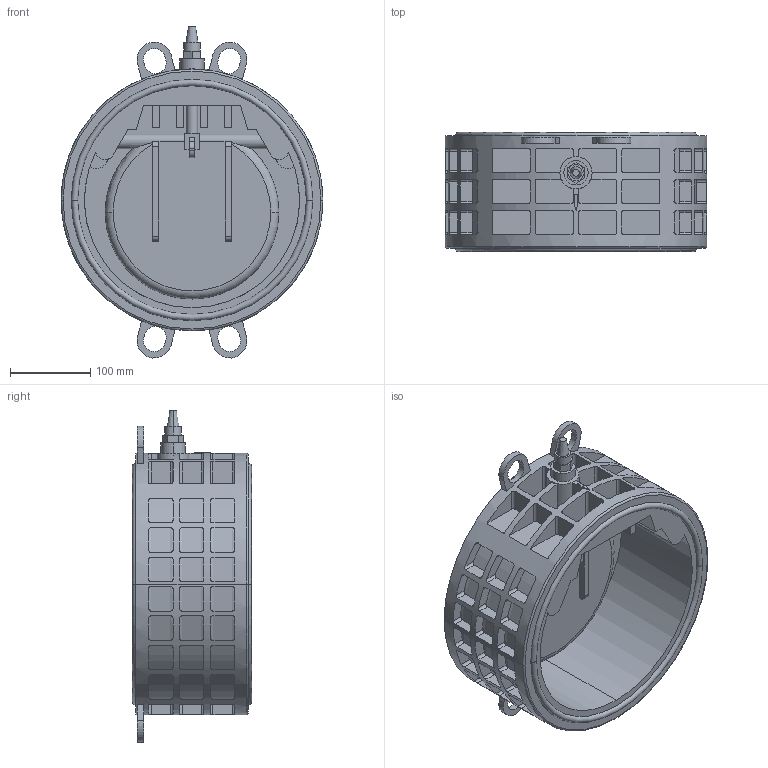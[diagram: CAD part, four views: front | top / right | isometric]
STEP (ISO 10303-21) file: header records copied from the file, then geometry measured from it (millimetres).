
FILE_DESCRIPTION(('STEP AP214'),'1');
FILE_NAME('cctmp_20001F66-0154-476A-8F18-BDCD51941391_2021_10_22_14_48_46_0799..stp','2021-10-22T12:48:47',('Praher Valves GmbH'),('CADClick - www.CADClick.com'),'Spatial InterOp 3D',' ','unknown authorization');
FILE_SCHEMA(('AUTOMOTIVE_DESIGN'));
Length unit declared in the file: millimetre
Products named in the file (1): 1
Bounding box: 325 x 148 x 412.6 mm (x, y, z)
Volume: 4486483.9 mm3; surface area: 648621.8 mm2
Topology: 1 solids, 1 shells, 684 faces, 1821 edges, 1200 vertices
Faces by surface type: plane 347, cylinder 314, torus 17, sphere 4, cone 2
Entity records: 34291 total; most frequent: CARTESIAN_POINT 12106, ORIENTED_EDGE 3626, DIRECTION 3223, EDGE_CURVE 1813, VERTEX_POINT 1200, AXIS2_PLACEMENT_3D 1119, LINE 985, VECTOR 985
